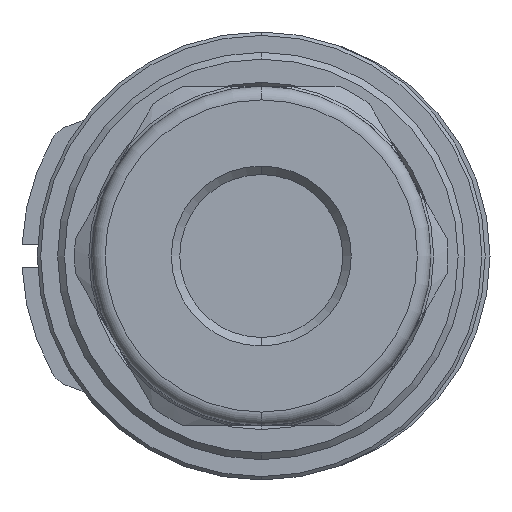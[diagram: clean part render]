
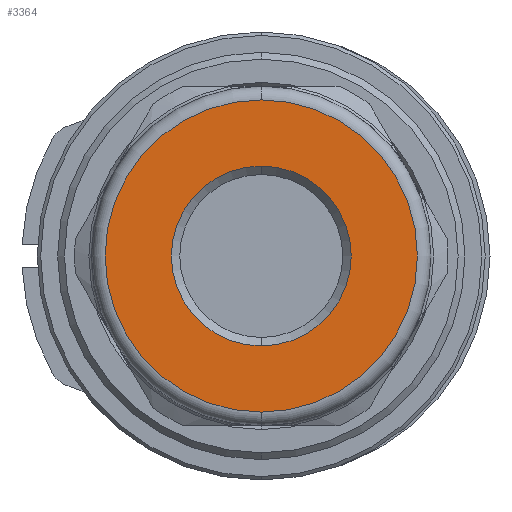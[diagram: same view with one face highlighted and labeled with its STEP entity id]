
A CAD part, left-side view. The second image highlights one B-rep face of the part: STEP entity #3364.
In plain terms, the highlighted planar face has unit normal (-1, 0, 0).
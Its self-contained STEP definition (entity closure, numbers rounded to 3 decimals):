
#1071 = AXIS2_PLACEMENT_3D ( 'NONE', #1583, #1584, #1585 ) ;
#1117 = AXIS2_PLACEMENT_3D ( 'NONE', #1928, #1929, #1930 ) ;
#1120 = AXIS2_PLACEMENT_3D ( 'NONE', #1939, #1940, #1941 ) ;
#1325 = FACE_OUTER_BOUND ( 'NONE', #5231, .T. ) ;
#1326 = FACE_BOUND ( 'NONE', #5265, .T. ) ;
#1425 = CIRCLE ( 'NONE', #1117, 23. ) ;
#1431 = CIRCLE ( 'NONE', #1120, 13.25 ) ;
#1582 = PLANE ( 'NONE',  #1071 ) ;
#1583 = CARTESIAN_POINT ( 'NONE',  ( -44., 27.5, 0. ) ) ;
#1584 = DIRECTION ( 'NONE',  ( -1., 0., 0. ) ) ;
#1585 = DIRECTION ( 'NONE',  ( 0., 0., 1. ) ) ;
#1928 = CARTESIAN_POINT ( 'NONE',  ( -44., 0., 0. ) ) ;
#1929 = DIRECTION ( 'NONE',  ( -1., 0., 0. ) ) ;
#1930 = DIRECTION ( 'NONE',  ( 0., 0., 1. ) ) ;
#1939 = CARTESIAN_POINT ( 'NONE',  ( -44., 0., 0. ) ) ;
#1940 = DIRECTION ( 'NONE',  ( 1., 0., 0. ) ) ;
#1941 = DIRECTION ( 'NONE',  ( 0., 0., -1. ) ) ;
#2299 = CIRCLE ( 'NONE', #2979, 13.25 ) ;
#2300 = CIRCLE ( 'NONE', #2980, 23. ) ;
#2677 = CARTESIAN_POINT ( 'NONE',  ( -44., 0., 0. ) ) ;
#2678 = DIRECTION ( 'NONE',  ( 1., 0., 0. ) ) ;
#2679 = DIRECTION ( 'NONE',  ( 0., 0., -1. ) ) ;
#2680 = CARTESIAN_POINT ( 'NONE',  ( -44., 0., 0. ) ) ;
#2681 = DIRECTION ( 'NONE',  ( -1., 0., 0. ) ) ;
#2682 = DIRECTION ( 'NONE',  ( 0., 0., 1. ) ) ;
#2752 = CARTESIAN_POINT ( 'NONE',  ( -44., 0., 13.25 ) ) ;
#2754 = CARTESIAN_POINT ( 'NONE',  ( -44., 0., -13.25 ) ) ;
#2979 = AXIS2_PLACEMENT_3D ( 'NONE', #2677, #2678, #2679 ) ;
#2980 = AXIS2_PLACEMENT_3D ( 'NONE', #2680, #2681, #2682 ) ;
#3022 = VERTEX_POINT ( 'NONE', #4538 ) ;
#3027 = VERTEX_POINT ( 'NONE', #4543 ) ;
#3364 = ADVANCED_FACE ( 'NONE', ( #1325, #1326 ), #1582, .T. ) ;
#3436 = ORIENTED_EDGE ( 'NONE', *, *, #4121, .T. ) ;
#3437 = ORIENTED_EDGE ( 'NONE', *, *, #4302, .T. ) ;
#3438 = ORIENTED_EDGE ( 'NONE', *, *, #4125, .T. ) ;
#3439 = ORIENTED_EDGE ( 'NONE', *, *, #4301, .T. ) ;
#4121 = EDGE_CURVE ( 'NONE', #3022, #3027, #1425, .T. ) ;
#4125 = EDGE_CURVE ( 'NONE', #4410, #4412, #1431, .T. ) ;
#4301 = EDGE_CURVE ( 'NONE', #4412, #4410, #2299, .T. ) ;
#4302 = EDGE_CURVE ( 'NONE', #3027, #3022, #2300, .T. ) ;
#4410 = VERTEX_POINT ( 'NONE', #2752 ) ;
#4412 = VERTEX_POINT ( 'NONE', #2754 ) ;
#4538 = CARTESIAN_POINT ( 'NONE',  ( -44., 0., 23. ) ) ;
#4543 = CARTESIAN_POINT ( 'NONE',  ( -44., 0., -23. ) ) ;
#5231 = EDGE_LOOP ( 'NONE', ( #3436, #3437 ) ) ;
#5265 = EDGE_LOOP ( 'NONE', ( #3438, #3439 ) ) ;
